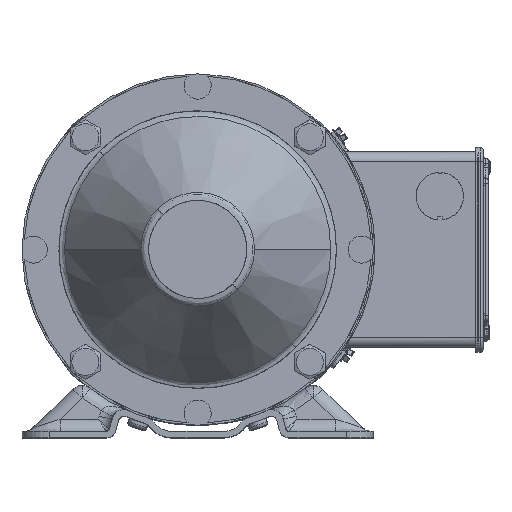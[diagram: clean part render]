
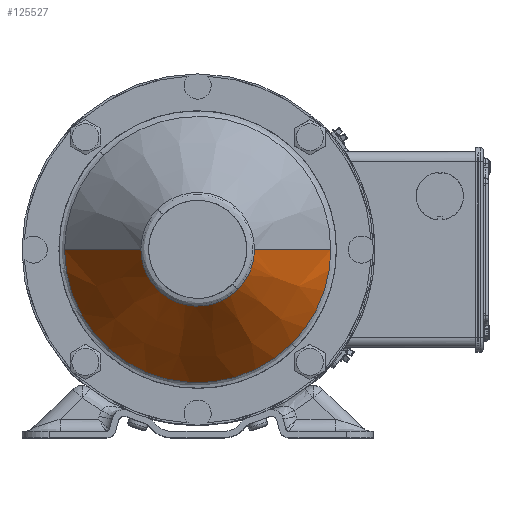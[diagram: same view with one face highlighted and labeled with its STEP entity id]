
A CAD part, top view. The second image highlights one B-rep face of the part: STEP entity #125527.
In plain terms, the highlighted conical face has half-angle 33.547 degrees and reference radius 62.558 mm.
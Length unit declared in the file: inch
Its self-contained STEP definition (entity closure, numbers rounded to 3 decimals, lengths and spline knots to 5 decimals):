
#2487 = AXIS2_PLACEMENT_3D ( 'NONE', #86909, #57249, #99007 ) ;
#11796 = CIRCLE ( 'NONE', #110860, 2.46292 ) ;
#20892 = CARTESIAN_POINT ( 'NONE',  ( -2.46305, -0.00013, 12.77028 ) ) ;
#22385 = EDGE_CURVE ( 'NONE', #85830, #55590, #79885, .T. ) ;
#22538 = ORIENTED_EDGE ( 'NONE', *, *, #38862, .T. ) ;
#23706 = ORIENTED_EDGE ( 'NONE', *, *, #22385, .F. ) ;
#23830 = DIRECTION ( 'NONE',  ( 0., 0., 1. ) ) ;
#27248 = ORIENTED_EDGE ( 'NONE', *, *, #89094, .T. ) ;
#27573 = CARTESIAN_POINT ( 'NONE',  ( 2.46279, -0.00013, 12.77028 ) ) ;
#28621 = CIRCLE ( 'NONE', #84569, 1.05126 ) ;
#30494 = ORIENTED_EDGE ( 'NONE', *, *, #66480, .T. ) ;
#30625 = EDGE_LOOP ( 'NONE', ( #23706, #22538, #138578, #30494, #27248, #105006 ) ) ;
#38103 = VERTEX_POINT ( 'NONE', #113449 ) ;
#38862 = EDGE_CURVE ( 'NONE', #85830, #38103, #97104, .T. ) ;
#40042 = AXIS2_PLACEMENT_3D ( 'NONE', #100038, #120586, #81298 ) ;
#43795 = CARTESIAN_POINT ( 'NONE',  ( 1.05113, -0.00013, 14.89925 ) ) ;
#45423 = CARTESIAN_POINT ( 'NONE',  ( -2.46305, -0.00013, 12.77028 ) ) ;
#45866 = DIRECTION ( 'NONE',  ( -0.553, 0., -0.833 ) ) ;
#46938 = DIRECTION ( 'NONE',  ( 0., 0., -1. ) ) ;
#47084 = FACE_OUTER_BOUND ( 'NONE', #30625, .T. ) ;
#55590 = VERTEX_POINT ( 'NONE', #27573 ) ;
#55657 = VERTEX_POINT ( 'NONE', #104923 ) ;
#57249 = DIRECTION ( 'NONE',  ( 0., 0., -1. ) ) ;
#64834 = DIRECTION ( 'NONE',  ( 0.553, 0., -0.833 ) ) ;
#66480 = EDGE_CURVE ( 'NONE', #55657, #92317, #84019, .T. ) ;
#79885 = LINE ( 'NONE', #118229, #116808 ) ;
#81298 = DIRECTION ( 'NONE',  ( -0.707, 0.707, 0. ) ) ;
#84019 = LINE ( 'NONE', #45423, #109163 ) ;
#84488 = CARTESIAN_POINT ( 'NONE',  ( 1.74142, -1.74167, 12.77028 ) ) ;
#84569 = AXIS2_PLACEMENT_3D ( 'NONE', #120449, #87772, #110683 ) ;
#85830 = VERTEX_POINT ( 'NONE', #43795 ) ;
#86909 = CARTESIAN_POINT ( 'NONE',  ( -0.00013, -0.00013, 14.89925 ) ) ;
#87772 = DIRECTION ( 'NONE',  ( 0., 0., -1. ) ) ;
#89008 = CARTESIAN_POINT ( 'NONE',  ( -0.00013, -0.00013, 12.77028 ) ) ;
#89094 = EDGE_CURVE ( 'NONE', #92317, #108901, #11796, .T. ) ;
#89619 = EDGE_CURVE ( 'NONE', #108901, #55590, #92223, .T. ) ;
#89946 = DIRECTION ( 'NONE',  ( -0.707, 0.707, 0. ) ) ;
#92223 = CIRCLE ( 'NONE', #40042, 2.46292 ) ;
#92317 = VERTEX_POINT ( 'NONE', #20892 ) ;
#94042 = CONICAL_SURFACE ( 'NONE', #112252, 2.46292, 0.586 ) ;
#97104 = CIRCLE ( 'NONE', #2487, 1.05126 ) ;
#99007 = DIRECTION ( 'NONE',  ( -0.707, 0.707, 0. ) ) ;
#100038 = CARTESIAN_POINT ( 'NONE',  ( -0.00013, -0.00013, 12.77028 ) ) ;
#104923 = CARTESIAN_POINT ( 'NONE',  ( -1.05139, -0.00013, 14.89925 ) ) ;
#105006 = ORIENTED_EDGE ( 'NONE', *, *, #89619, .T. ) ;
#108901 = VERTEX_POINT ( 'NONE', #84488 ) ;
#109163 = VECTOR ( 'NONE', #45866, 39.37008 ) ;
#110683 = DIRECTION ( 'NONE',  ( -0.707, 0.707, 0. ) ) ;
#110860 = AXIS2_PLACEMENT_3D ( 'NONE', #89008, #23830, #89946 ) ;
#112252 = AXIS2_PLACEMENT_3D ( 'NONE', #122336, #46938, #132588 ) ;
#113449 = CARTESIAN_POINT ( 'NONE',  ( 0.74323, -0.74348, 14.89925 ) ) ;
#116182 = EDGE_CURVE ( 'NONE', #38103, #55657, #28621, .T. ) ;
#116808 = VECTOR ( 'NONE', #64834, 39.37008 ) ;
#118229 = CARTESIAN_POINT ( 'NONE',  ( 2.46279, -0.00013, 12.77028 ) ) ;
#120449 = CARTESIAN_POINT ( 'NONE',  ( -0.00013, -0.00013, 14.89925 ) ) ;
#120586 = DIRECTION ( 'NONE',  ( 0., 0., 1. ) ) ;
#122336 = CARTESIAN_POINT ( 'NONE',  ( -0.00013, -0.00013, 12.77028 ) ) ;
#125527 = ADVANCED_FACE ( 'NONE', ( #47084 ), #94042, .T. ) ;
#132588 = DIRECTION ( 'NONE',  ( -1., 0., 0. ) ) ;
#138578 = ORIENTED_EDGE ( 'NONE', *, *, #116182, .T. ) ;
